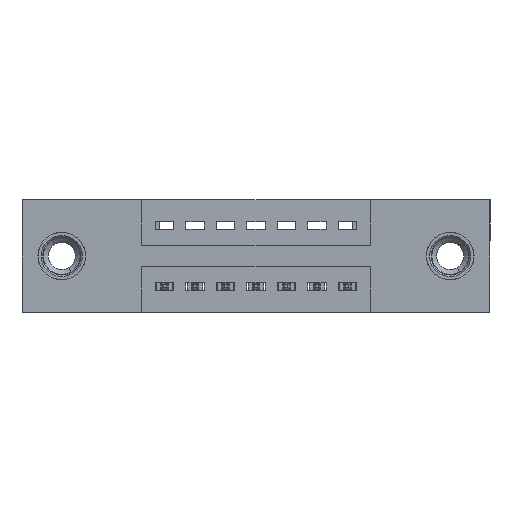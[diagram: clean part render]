
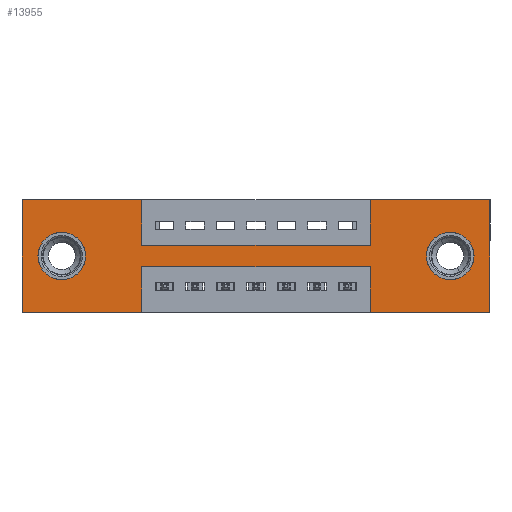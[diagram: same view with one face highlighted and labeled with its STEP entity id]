
A CAD part, front view. The second image highlights one B-rep face of the part: STEP entity #13955.
In plain terms, the highlighted planar face has unit normal (0, -1, 0).
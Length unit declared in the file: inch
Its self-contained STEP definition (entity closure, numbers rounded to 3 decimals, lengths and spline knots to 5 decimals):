
#49 = FACE_BOUND ( 'NONE', #1085, .T. ) ;
#296 = CARTESIAN_POINT ( 'NONE',  ( 1.1425, 0., 0. ) ) ;
#338 = DIRECTION ( 'NONE',  ( 0., 1., 0. ) ) ;
#394 = DIRECTION ( 'NONE',  ( 1., 0., 0. ) ) ;
#432 = DIRECTION ( 'NONE',  ( 0., 0., 1. ) ) ;
#595 = EDGE_CURVE ( 'NONE', #11203, #8265, #1775, .T. ) ;
#611 = DIRECTION ( 'NONE',  ( 0., 0., 1. ) ) ;
#683 = CARTESIAN_POINT ( 'NONE',  ( 0.13, 0., -0.185 ) ) ;
#772 = CARTESIAN_POINT ( 'NONE',  ( 1.535, 0., -0.37 ) ) ;
#801 = ORIENTED_EDGE ( 'NONE', *, *, #2339, .F. ) ;
#811 = CARTESIAN_POINT ( 'NONE',  ( 1.535, 0., 0. ) ) ;
#842 = EDGE_CURVE ( 'NONE', #9479, #2998, #9461, .T. ) ;
#927 = AXIS2_PLACEMENT_3D ( 'NONE', #3457, #8913, #13489 ) ;
#1085 = EDGE_LOOP ( 'NONE', ( #11155, #1488 ) ) ;
#1431 = VERTEX_POINT ( 'NONE', #14661 ) ;
#1488 = ORIENTED_EDGE ( 'NONE', *, *, #4201, .T. ) ;
#1581 = EDGE_CURVE ( 'NONE', #13035, #9479, #10311, .T. ) ;
#1706 = ORIENTED_EDGE ( 'NONE', *, *, #842, .F. ) ;
#1775 = LINE ( 'NONE', #7131, #4176 ) ;
#1901 = VECTOR ( 'NONE', #2788, 39.37008 ) ;
#1961 = EDGE_CURVE ( 'NONE', #9182, #3981, #4890, .T. ) ;
#2339 = EDGE_CURVE ( 'NONE', #3981, #13035, #11346, .T. ) ;
#2349 = ORIENTED_EDGE ( 'NONE', *, *, #595, .F. ) ;
#2565 = VERTEX_POINT ( 'NONE', #9625 ) ;
#2567 = ORIENTED_EDGE ( 'NONE', *, *, #6583, .F. ) ;
#2788 = DIRECTION ( 'NONE',  ( 0., 0., 1. ) ) ;
#2998 = VERTEX_POINT ( 'NONE', #8350 ) ;
#3153 = CARTESIAN_POINT ( 'NONE',  ( 0., 0., 0. ) ) ;
#3222 = DIRECTION ( 'NONE',  ( 0., 0., -1. ) ) ;
#3343 = EDGE_CURVE ( 'NONE', #8133, #2565, #3838, .T. ) ;
#3457 = CARTESIAN_POINT ( 'NONE',  ( 1.405, 0., -0.185 ) ) ;
#3474 = VERTEX_POINT ( 'NONE', #6571 ) ;
#3702 = DIRECTION ( 'NONE',  ( 1., 0., 0. ) ) ;
#3716 = CARTESIAN_POINT ( 'NONE',  ( 0., 0., 0. ) ) ;
#3746 = LINE ( 'NONE', #296, #7718 ) ;
#3838 = LINE ( 'NONE', #5158, #5043 ) ;
#3845 = ORIENTED_EDGE ( 'NONE', *, *, #1961, .F. ) ;
#3879 = CIRCLE ( 'NONE', #9603, 0.078 ) ;
#3981 = VERTEX_POINT ( 'NONE', #14503 ) ;
#4000 = AXIS2_PLACEMENT_3D ( 'NONE', #683, #10865, #611 ) ;
#4112 = ORIENTED_EDGE ( 'NONE', *, *, #8037, .F. ) ;
#4176 = VECTOR ( 'NONE', #7204, 39.37008 ) ;
#4201 = EDGE_CURVE ( 'NONE', #1431, #3474, #3879, .T. ) ;
#4206 = CARTESIAN_POINT ( 'NONE',  ( 1.405, 0., -0.107 ) ) ;
#4467 = CARTESIAN_POINT ( 'NONE',  ( 0.3925, 0., -0.15 ) ) ;
#4595 = CARTESIAN_POINT ( 'NONE',  ( 0.13, 0., -0.185 ) ) ;
#4609 = DIRECTION ( 'NONE',  ( -1., 0., 0. ) ) ;
#4612 = CARTESIAN_POINT ( 'NONE',  ( 1.405, 0., -0.263 ) ) ;
#4614 = CARTESIAN_POINT ( 'NONE',  ( 0., 0., -0.37 ) ) ;
#4626 = AXIS2_PLACEMENT_3D ( 'NONE', #4614, #9194, #11424 ) ;
#4673 = LINE ( 'NONE', #13669, #11643 ) ;
#4890 = LINE ( 'NONE', #3716, #9307 ) ;
#4894 = DIRECTION ( 'NONE',  ( 0., 0., 1. ) ) ;
#5043 = VECTOR ( 'NONE', #3702, 39.37008 ) ;
#5158 = CARTESIAN_POINT ( 'NONE',  ( 0., 0., 0. ) ) ;
#5279 = ORIENTED_EDGE ( 'NONE', *, *, #7262, .F. ) ;
#5482 = VECTOR ( 'NONE', #9038, 39.37008 ) ;
#5654 = CARTESIAN_POINT ( 'NONE',  ( 0., 0., -0.37 ) ) ;
#5813 = FACE_BOUND ( 'NONE', #8478, .T. ) ;
#6038 = VECTOR ( 'NONE', #3222, 39.37008 ) ;
#6155 = CARTESIAN_POINT ( 'NONE',  ( 1.1425, 0., -0.15 ) ) ;
#6266 = VECTOR ( 'NONE', #11314, 39.37008 ) ;
#6275 = VERTEX_POINT ( 'NONE', #13661 ) ;
#6279 = LINE ( 'NONE', #11826, #1901 ) ;
#6571 = CARTESIAN_POINT ( 'NONE',  ( 0.13, 0., -0.107 ) ) ;
#6583 = EDGE_CURVE ( 'NONE', #2998, #6275, #7558, .T. ) ;
#6627 = VECTOR ( 'NONE', #4609, 39.37008 ) ;
#6691 = VECTOR ( 'NONE', #7679, 39.37008 ) ;
#6714 = CARTESIAN_POINT ( 'NONE',  ( 1.405, 0., -0.185 ) ) ;
#6826 = DIRECTION ( 'NONE',  ( 0., 0., -1. ) ) ;
#6927 = DIRECTION ( 'NONE',  ( 0., 0., -1. ) ) ;
#7020 = EDGE_CURVE ( 'NONE', #2565, #10368, #12335, .T. ) ;
#7131 = CARTESIAN_POINT ( 'NONE',  ( 0., 0., -0.37 ) ) ;
#7204 = DIRECTION ( 'NONE',  ( -1., 0., 0. ) ) ;
#7235 = EDGE_CURVE ( 'NONE', #14060, #7608, #8218, .T. ) ;
#7262 = EDGE_CURVE ( 'NONE', #9540, #9182, #3746, .T. ) ;
#7558 = LINE ( 'NONE', #11241, #6266 ) ;
#7608 = VERTEX_POINT ( 'NONE', #4612 ) ;
#7679 = DIRECTION ( 'NONE',  ( 0., 0., -1. ) ) ;
#7718 = VECTOR ( 'NONE', #432, 39.37008 ) ;
#7953 = ORIENTED_EDGE ( 'NONE', *, *, #11367, .T. ) ;
#8037 = EDGE_CURVE ( 'NONE', #8265, #8133, #6279, .T. ) ;
#8091 = CARTESIAN_POINT ( 'NONE',  ( 0., 0., -0.37 ) ) ;
#8133 = VERTEX_POINT ( 'NONE', #3153 ) ;
#8218 = CIRCLE ( 'NONE', #8681, 0.078 ) ;
#8265 = VERTEX_POINT ( 'NONE', #8091 ) ;
#8350 = CARTESIAN_POINT ( 'NONE',  ( 1.1425, 0., -0.22 ) ) ;
#8478 = EDGE_LOOP ( 'NONE', ( #10137, #7953 ) ) ;
#8565 = CIRCLE ( 'NONE', #927, 0.078 ) ;
#8681 = AXIS2_PLACEMENT_3D ( 'NONE', #6714, #12566, #6927 ) ;
#8913 = DIRECTION ( 'NONE',  ( 0., 1., 0. ) ) ;
#9038 = DIRECTION ( 'NONE',  ( 1., 0., 0. ) ) ;
#9130 = ORIENTED_EDGE ( 'NONE', *, *, #1581, .F. ) ;
#9182 = VERTEX_POINT ( 'NONE', #14061 ) ;
#9194 = DIRECTION ( 'NONE',  ( 0., -1., 0. ) ) ;
#9307 = VECTOR ( 'NONE', #394, 39.37008 ) ;
#9407 = EDGE_CURVE ( 'NONE', #6275, #11203, #4673, .T. ) ;
#9461 = LINE ( 'NONE', #11566, #10928 ) ;
#9479 = VERTEX_POINT ( 'NONE', #11337 ) ;
#9540 = VERTEX_POINT ( 'NONE', #6155 ) ;
#9603 = AXIS2_PLACEMENT_3D ( 'NONE', #4595, #338, #4894 ) ;
#9625 = CARTESIAN_POINT ( 'NONE',  ( 0.3925, 0., 0. ) ) ;
#9987 = EDGE_CURVE ( 'NONE', #3474, #1431, #12120, .T. ) ;
#10137 = ORIENTED_EDGE ( 'NONE', *, *, #7235, .T. ) ;
#10311 = LINE ( 'NONE', #5654, #6627 ) ;
#10368 = VERTEX_POINT ( 'NONE', #12021 ) ;
#10591 = DIRECTION ( 'NONE',  ( 0., 0., 1. ) ) ;
#10744 = ORIENTED_EDGE ( 'NONE', *, *, #11782, .F. ) ;
#10793 = CARTESIAN_POINT ( 'NONE',  ( 0.3925, 0., -0.37 ) ) ;
#10865 = DIRECTION ( 'NONE',  ( 0., 1., 0. ) ) ;
#10928 = VECTOR ( 'NONE', #10591, 39.37008 ) ;
#11155 = ORIENTED_EDGE ( 'NONE', *, *, #9987, .T. ) ;
#11203 = VERTEX_POINT ( 'NONE', #10793 ) ;
#11241 = CARTESIAN_POINT ( 'NONE',  ( 0.3925, 0., -0.22 ) ) ;
#11314 = DIRECTION ( 'NONE',  ( -1., 0., 0. ) ) ;
#11337 = CARTESIAN_POINT ( 'NONE',  ( 1.1425, 0., -0.37 ) ) ;
#11346 = LINE ( 'NONE', #811, #6691 ) ;
#11367 = EDGE_CURVE ( 'NONE', #7608, #14060, #8565, .T. ) ;
#11394 = ORIENTED_EDGE ( 'NONE', *, *, #3343, .F. ) ;
#11424 = DIRECTION ( 'NONE',  ( 0., 0., -1. ) ) ;
#11566 = CARTESIAN_POINT ( 'NONE',  ( 1.1425, 0., -0.37 ) ) ;
#11643 = VECTOR ( 'NONE', #6826, 39.37008 ) ;
#11722 = ORIENTED_EDGE ( 'NONE', *, *, #9407, .F. ) ;
#11739 = EDGE_LOOP ( 'NONE', ( #11722, #2567, #1706, #9130, #801, #3845, #5279, #10744, #12925, #11394, #4112, #2349 ) ) ;
#11782 = EDGE_CURVE ( 'NONE', #10368, #9540, #12479, .T. ) ;
#11826 = CARTESIAN_POINT ( 'NONE',  ( 0., 0., 0. ) ) ;
#12021 = CARTESIAN_POINT ( 'NONE',  ( 0.3925, 0., -0.15 ) ) ;
#12119 = CARTESIAN_POINT ( 'NONE',  ( 0.3925, 0., 0. ) ) ;
#12120 = CIRCLE ( 'NONE', #4000, 0.078 ) ;
#12335 = LINE ( 'NONE', #12119, #6038 ) ;
#12479 = LINE ( 'NONE', #4467, #5482 ) ;
#12566 = DIRECTION ( 'NONE',  ( 0., 1., 0. ) ) ;
#12925 = ORIENTED_EDGE ( 'NONE', *, *, #7020, .F. ) ;
#12982 = FACE_OUTER_BOUND ( 'NONE', #11739, .T. ) ;
#13035 = VERTEX_POINT ( 'NONE', #772 ) ;
#13489 = DIRECTION ( 'NONE',  ( 0., 0., -1. ) ) ;
#13604 = PLANE ( 'NONE',  #4626 ) ;
#13661 = CARTESIAN_POINT ( 'NONE',  ( 0.3925, 0., -0.22 ) ) ;
#13669 = CARTESIAN_POINT ( 'NONE',  ( 0.3925, 0., -0.37 ) ) ;
#13955 = ADVANCED_FACE ( 'NONE', ( #5813, #49, #12982 ), #13604, .T. ) ;
#14060 = VERTEX_POINT ( 'NONE', #4206 ) ;
#14061 = CARTESIAN_POINT ( 'NONE',  ( 1.1425, 0., 0. ) ) ;
#14503 = CARTESIAN_POINT ( 'NONE',  ( 1.535, 0., 0. ) ) ;
#14661 = CARTESIAN_POINT ( 'NONE',  ( 0.13, 0., -0.263 ) ) ;
